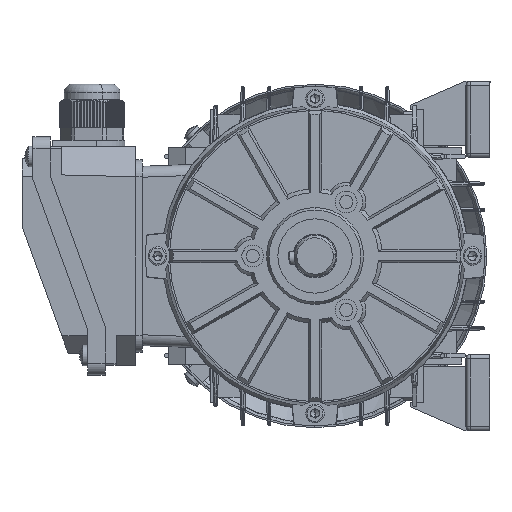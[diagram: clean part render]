
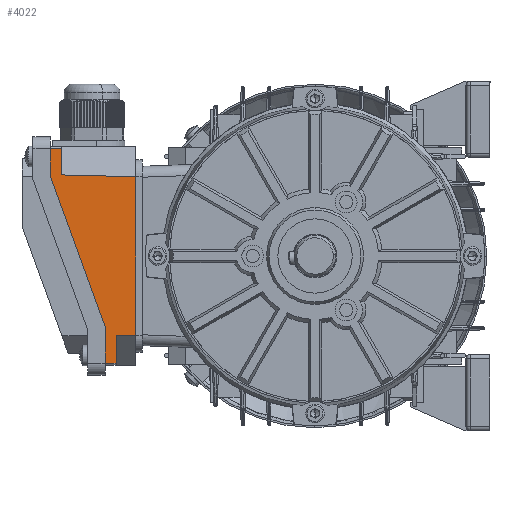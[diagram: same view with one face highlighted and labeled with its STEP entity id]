
A CAD part, left-side view. The second image highlights one B-rep face of the part: STEP entity #4022.
In plain terms, the highlighted face is planar.
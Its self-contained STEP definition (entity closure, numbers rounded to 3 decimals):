
#3869 = VERTEX_POINT ( 'NONE', #100356 ) ;
#3871 = EDGE_CURVE ( 'NONE', #3872, #3869, #100355, .T. ) ;
#3872 = VERTEX_POINT ( 'NONE', #100351 ) ;
#3902 = VERTEX_POINT ( 'NONE', #100365 ) ;
#3904 = EDGE_CURVE ( 'NONE', #3905, #3902, #100425, .T. ) ;
#3905 = VERTEX_POINT ( 'NONE', #100421 ) ;
#3953 = ORIENTED_EDGE ( 'NONE', *, *, #3954, .F. ) ;
#3954 = EDGE_CURVE ( 'NONE', #3955, #3869, #100519, .T. ) ;
#3955 = VERTEX_POINT ( 'NONE', #100515 ) ;
#3956 = ORIENTED_EDGE ( 'NONE', *, *, #3957, .F. ) ;
#3957 = EDGE_CURVE ( 'NONE', #3958, #3955, #100514, .T. ) ;
#3958 = VERTEX_POINT ( 'NONE', #100510 ) ;
#3959 = ORIENTED_EDGE ( 'NONE', *, *, #3960, .T. ) ;
#3960 = EDGE_CURVE ( 'NONE', #3958, #3905, #100509, .T. ) ;
#3998 = ORIENTED_EDGE ( 'NONE', *, *, #3904, .T. ) ;
#3999 = ORIENTED_EDGE ( 'NONE', *, *, #4000, .F. ) ;
#4000 = EDGE_CURVE ( 'NONE', #4014, #3902, #100569, .T. ) ;
#4011 = ORIENTED_EDGE ( 'NONE', *, *, #4012, .F. ) ;
#4012 = EDGE_CURVE ( 'NONE', #4013, #4014, #100608, .T. ) ;
#4013 = VERTEX_POINT ( 'NONE', #100604 ) ;
#4014 = VERTEX_POINT ( 'NONE', #100603 ) ;
#4015 = ORIENTED_EDGE ( 'NONE', *, *, #4016, .T. ) ;
#4016 = EDGE_CURVE ( 'NONE', #4013, #4017, #100602, .T. ) ;
#4017 = VERTEX_POINT ( 'NONE', #100598 ) ;
#4018 = ORIENTED_EDGE ( 'NONE', *, *, #4036, .F. ) ;
#4022 = ADVANCED_FACE ( 'NONE', ( #100593 ), #100592, .F. ) ;
#4023 = EDGE_LOOP ( 'NONE', ( #4011, #4015, #4018, #4038, #4040, #3953, #3956, #3959, #3998, #3999 ) ) ;
#4036 = EDGE_CURVE ( 'NONE', #4037, #4017, #100631, .T. ) ;
#4037 = VERTEX_POINT ( 'NONE', #100627 ) ;
#4038 = ORIENTED_EDGE ( 'NONE', *, *, #4039, .T. ) ;
#4039 = EDGE_CURVE ( 'NONE', #4037, #3872, #100626, .T. ) ;
#4040 = ORIENTED_EDGE ( 'NONE', *, *, #3871, .T. ) ;
#100351 = CARTESIAN_POINT ( 'NONE',  ( -36.243, -21., 50. ) ) ;
#100352 = DIRECTION ( 'NONE',  ( 1., 0., 0. ) ) ;
#100353 = VECTOR ( 'NONE', #100352, 1000. ) ;
#100354 = CARTESIAN_POINT ( 'NONE',  ( -50., -21., 50. ) ) ;
#100355 = LINE ( 'NONE', #100354, #100353 ) ;
#100356 = CARTESIAN_POINT ( 'NONE',  ( 36.243, -21., 50. ) ) ;
#100365 = CARTESIAN_POINT ( 'NONE',  ( 35.8, 21., 50. ) ) ;
#100421 = CARTESIAN_POINT ( 'NONE',  ( 49., 21., 50. ) ) ;
#100422 = DIRECTION ( 'NONE',  ( -1., 0., 0. ) ) ;
#100423 = VECTOR ( 'NONE', #100422, 1000. ) ;
#100424 = CARTESIAN_POINT ( 'NONE',  ( -50., 21., 50. ) ) ;
#100425 = LINE ( 'NONE', #100424, #100423 ) ;
#100506 = DIRECTION ( 'NONE',  ( 0., 1., 0. ) ) ;
#100507 = VECTOR ( 'NONE', #100506, 1000. ) ;
#100508 = CARTESIAN_POINT ( 'NONE',  ( 49., 21., 50. ) ) ;
#100509 = LINE ( 'NONE', #100508, #100507 ) ;
#100510 = CARTESIAN_POINT ( 'NONE',  ( 49., 13., 50. ) ) ;
#100511 = DIRECTION ( 'NONE',  ( -1., 0., 0. ) ) ;
#100512 = VECTOR ( 'NONE', #100511, 1000. ) ;
#100513 = CARTESIAN_POINT ( 'NONE',  ( 36.243, 13., 50. ) ) ;
#100514 = LINE ( 'NONE', #100513, #100512 ) ;
#100515 = CARTESIAN_POINT ( 'NONE',  ( 37.082, 13., 50. ) ) ;
#100516 = DIRECTION ( 'NONE',  ( -0.025, -1., 0. ) ) ;
#100517 = VECTOR ( 'NONE', #100516, 1000. ) ;
#100518 = CARTESIAN_POINT ( 'NONE',  ( 36.243, -21., 50. ) ) ;
#100519 = LINE ( 'NONE', #100518, #100517 ) ;
#100563 = DIRECTION ( 'NONE',  ( 0.94, 0.342, 0. ) ) ;
#100564 = VECTOR ( 'NONE', #100563, 1000. ) ;
#100565 = CARTESIAN_POINT ( 'NONE',  ( 35.8, 21., 50. ) ) ;
#100569 = LINE ( 'NONE', #100565, #100564 ) ;
#100588 = DIRECTION ( 'NONE',  ( -1., 0., 0. ) ) ;
#100589 = DIRECTION ( 'NONE',  ( 0., 0., -1. ) ) ;
#100590 = AXIS2_PLACEMENT_3D ( 'NONE', #100591, #100589, #100588 ) ;
#100591 = CARTESIAN_POINT ( 'NONE',  ( 50., 21., 50. ) ) ;
#100592 = PLANE ( 'NONE',  #100590 ) ;
#100593 = FACE_OUTER_BOUND ( 'NONE', #4023, .T. ) ;
#100598 = CARTESIAN_POINT ( 'NONE',  ( -49., -12., 50. ) ) ;
#100599 = DIRECTION ( 'NONE',  ( 0., -1., 0. ) ) ;
#100600 = VECTOR ( 'NONE', #100599, 1000. ) ;
#100601 = CARTESIAN_POINT ( 'NONE',  ( -49., -12., 50. ) ) ;
#100602 = LINE ( 'NONE', #100601, #100600 ) ;
#100603 = CARTESIAN_POINT ( 'NONE',  ( -33., -4., 50. ) ) ;
#100604 = CARTESIAN_POINT ( 'NONE',  ( -49., -4., 50. ) ) ;
#100605 = DIRECTION ( 'NONE',  ( 1., 0., 0. ) ) ;
#100606 = VECTOR ( 'NONE', #100605, 1000. ) ;
#100607 = CARTESIAN_POINT ( 'NONE',  ( -50., -4., 50. ) ) ;
#100608 = LINE ( 'NONE', #100607, #100606 ) ;
#100623 = DIRECTION ( 'NONE',  ( 0.025, -1., 0. ) ) ;
#100624 = VECTOR ( 'NONE', #100623, 1000. ) ;
#100625 = CARTESIAN_POINT ( 'NONE',  ( -37.226, 18.847, 50. ) ) ;
#100626 = LINE ( 'NONE', #100625, #100624 ) ;
#100627 = CARTESIAN_POINT ( 'NONE',  ( -36.465, -12., 50. ) ) ;
#100628 = DIRECTION ( 'NONE',  ( -1., 0., 0. ) ) ;
#100629 = VECTOR ( 'NONE', #100628, 1000. ) ;
#100630 = CARTESIAN_POINT ( 'NONE',  ( -50., -12., 50. ) ) ;
#100631 = LINE ( 'NONE', #100630, #100629 ) ;
